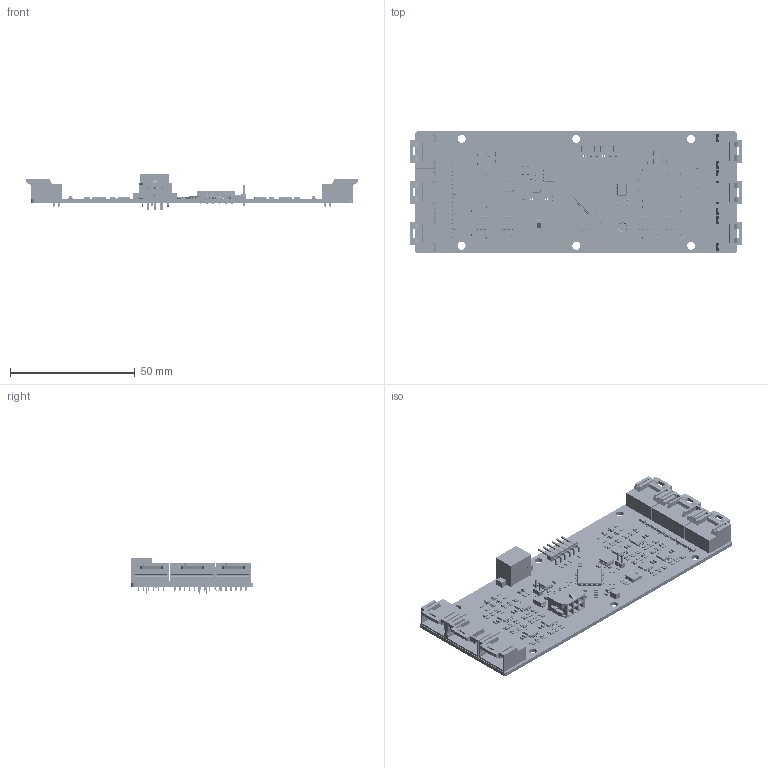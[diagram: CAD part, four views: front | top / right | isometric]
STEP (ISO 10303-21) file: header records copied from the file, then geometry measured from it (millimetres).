
FILE_DESCRIPTION(('KiCad electronic assembly'),'2;1');
FILE_NAME('sensor-node_light.step','2024-12-03T15:20:43',('Pcbnew'),( 'Kicad'),'Open CASCADE STEP processor 7.8','KiCad to STEP converter' ,'Unknown');
FILE_SCHEMA(('AUTOMOTIVE_DESIGN { 1 0 10303 214 1 1 1 1 }'));
Length unit declared in the file: millimetre
Products named in the file (40): sensor-node_light 1; C_0603_1608Metric; R_0603_1608Metric; SOT-23; SOT_23; SOT-23-5; SOT_23_5; TSSOP-14_4.4x5mm_P0.65mm; TSSOP_14_44x5mm_P065mm; SOT-363_SC-70-6; SOT_363_SC_70_6; 2086591640; 2086591640wbm000_01; SO-8_3.9x4.9mm_P1.27mm; CQ assembly; Crystal_SMD_3225-4Pin_3.2x2.5mm; PinHeader_1x06_P2.54mm_Horizontal; PinHeader_1x06_P254mm_Horizontal; LED_0603_1608Metric; D_SMA; 2086591240; 2086591240wbm000_01; PinHeader_1x02_P2.00mm_Vertical; PinHeader_1x02_P200mm_Vertical; LED_RGB_5050-6; LED_RGB_5050_6; 173010342_STP_173010342_rev1; 173010342; C_1210_3225Metric; LQFP-64_10x10mm_P0.5mm; LQFP_64_10x10mm_P05mm; 430450621; _autosave-sensor-node_PCB
Assembly tree (237 placements, depth 3):
  sensor-node_light 1
    C_0603_1608Metric  x68
      C_0603_1608Metric
    R_0603_1608Metric  x87
      R_0603_1608Metric
    SOT-23  x23
      SOT_23
    SOT-23-5
      SOT_23_5
    TSSOP-14_4.4x5mm_P0.65mm  x8
      TSSOP_14_44x5mm_P065mm
    SOT-363_SC-70-6  x8
      SOT_363_SC_70_6
    2086591640  x2
      2086591640wbm000_01
    SO-8_3.9x4.9mm_P1.27mm  x2
      CQ assembly
    Crystal_SMD_3225-4Pin_3.2x2.5mm
      Crystal_SMD_3225-4Pin_3.2x2.5mm
    PinHeader_1x06_P2.54mm_Horizontal
      PinHeader_1x06_P254mm_Horizontal
    LED_0603_1608Metric  x2
      LED_0603_1608Metric
    D_SMA
      D_SMA
    2086591240  x4
      2086591240wbm000_01
    PinHeader_1x02_P2.00mm_Vertical  x2
      PinHeader_1x02_P200mm_Vertical
    LED_RGB_5050-6
      LED_RGB_5050_6
    173010342_STP_173010342_rev1
      173010342
    C_1210_3225Metric  x3
      C_1210_3225Metric
    LQFP-64_10x10mm_P0.5mm
      LQFP_64_10x10mm_P05mm
    430450621
      430450621
    _autosave-sensor-node_PCB
Bounding box: 133.07 x 49.25 x 14.5 mm (x, y, z)
Volume: 17193.3 mm3; surface area: 27255.8 mm2
Topology: 236 solids, 236 shells, 15333 faces, 39808 edges, 25328 vertices
Faces by surface type: plane 10989, cylinder 3011, bspline 1332, cone 1
Full cylindrical faces by diameter (mm): 0.4 x4, 0.5 x9, 0.8 x84, 1 x9, 1.02 x6, 2.41 x2, 3.2 x6, 3.333 x1
Entity records: 201138 total; most frequent: CARTESIAN_POINT 33398, ORIENTED_EDGE 29530, DIRECTION 26624, EDGE_CURVE 14765, LINE 13296, VECTOR 13296, VERTEX_POINT 9520, AXIS2_PLACEMENT_3D 6664
